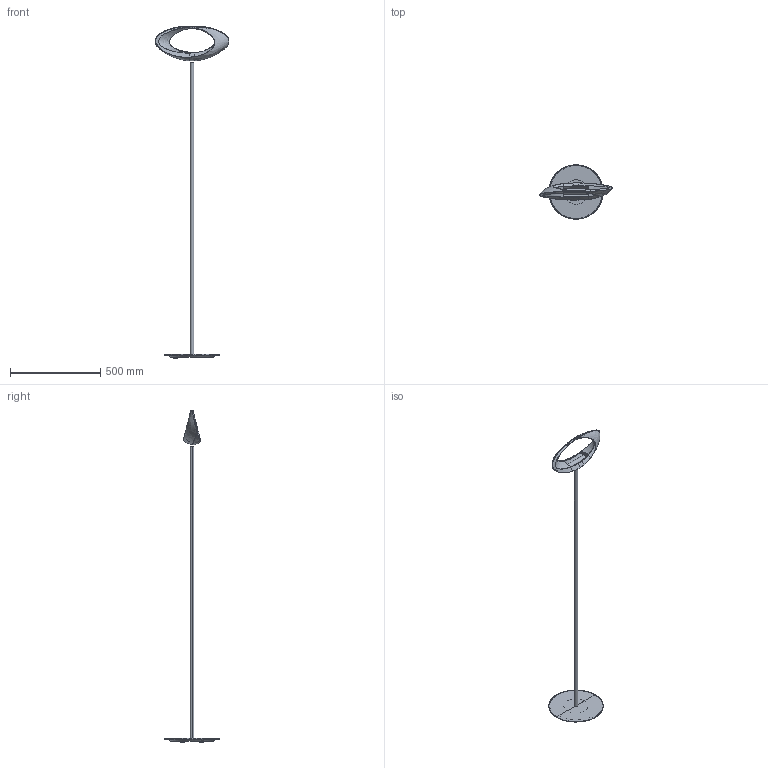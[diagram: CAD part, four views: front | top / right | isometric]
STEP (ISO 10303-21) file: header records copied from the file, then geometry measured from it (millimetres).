
FILE_DESCRIPTION(/* description */ (''),/* implementation_level */ '2;1');
FILE_NAME(/* name */ 'Cabildo terra',/* time_stamp */ '2009-05-14T15:50:10+02:00',/* author */ (''),/* organization */ (''),/* preprocessor_version */ 'ST-DEVELOPER v10',/* originating_system */ '',/* authorisation */ '');
FILE_SCHEMA (('CONFIG_CONTROL_DESIGN'));
Length unit declared in the file: centimetre
Products named in the file (1): 1
Bounding box: 407.84 x 300 x 1835.2 mm (x, y, z)
Volume: 1298012.4 mm3; surface area: 407937 mm2
Topology: 2 solids, 12 shells, 146 faces, 544 edges, 402 vertices
Faces by surface type: bspline 146
Entity records: 14010 total; most frequent: CARTESIAN_POINT 11109, ORIENTED_EDGE 842, EDGE_CURVE 548, B_SPLINE_CURVE_WITH_KNOTS 426, VERTEX_POINT 418, EDGE_LOOP 164, ADVANCED_FACE 146, FACE_OUTER_BOUND 146
